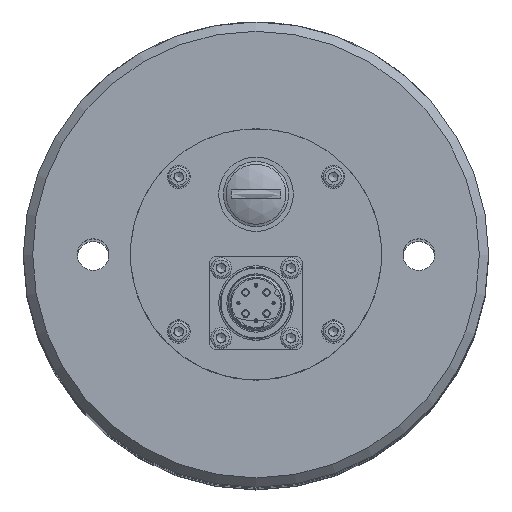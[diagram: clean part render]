
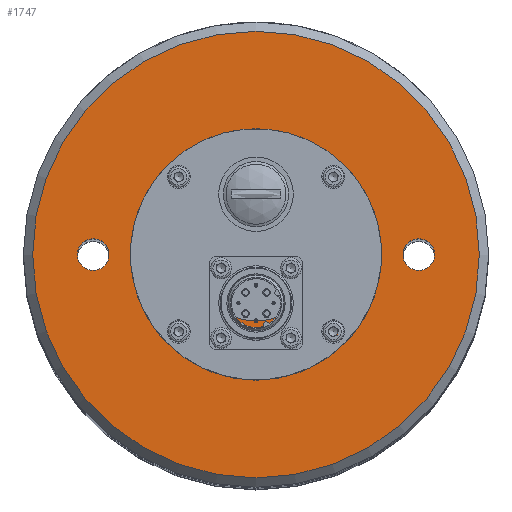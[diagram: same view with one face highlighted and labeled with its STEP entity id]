
A CAD part, top view. The second image highlights one B-rep face of the part: STEP entity #1747.
In plain terms, the highlighted planar face has unit normal (0, 0, 1).
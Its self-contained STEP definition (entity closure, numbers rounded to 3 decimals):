
#104 = VERTEX_POINT ( 'NONE', #3487 ) ;
#228 = ORIENTED_EDGE ( 'NONE', *, *, #4029, .F. ) ;
#261 = DIRECTION ( 'NONE',  ( 1., 0., 0. ) ) ;
#292 = DIRECTION ( 'NONE',  ( 0., 0., -1. ) ) ;
#368 = CARTESIAN_POINT ( 'NONE',  ( 0., 20., -9.4 ) ) ;
#408 = DIRECTION ( 'NONE',  ( 1., 0., 0. ) ) ;
#428 = DIRECTION ( 'NONE',  ( 0., 0., 1. ) ) ;
#429 = CARTESIAN_POINT ( 'NONE',  ( 0., 0., -9.4 ) ) ;
#464 = CIRCLE ( 'NONE', #1794, 3.4 ) ;
#779 = DIRECTION ( 'NONE',  ( 0., 0., 1. ) ) ;
#839 = FACE_OUTER_BOUND ( 'NONE', #1583, .T. ) ;
#1127 = VERTEX_POINT ( 'NONE', #4172 ) ;
#1383 = FACE_BOUND ( 'NONE', #1612, .T. ) ;
#1392 = CARTESIAN_POINT ( 'NONE',  ( 0., 0., -9.4 ) ) ;
#1395 = PLANE ( 'NONE',  #1585 ) ;
#1412 = DIRECTION ( 'NONE',  ( 1., 0., 0. ) ) ;
#1432 = VERTEX_POINT ( 'NONE', #3230 ) ;
#1460 = VERTEX_POINT ( 'NONE', #3909 ) ;
#1583 = EDGE_LOOP ( 'NONE', ( #3282 ) ) ;
#1585 = AXIS2_PLACEMENT_3D ( 'NONE', #1392, #779, #1412 ) ;
#1591 = EDGE_LOOP ( 'NONE', ( #2128 ) ) ;
#1592 = EDGE_LOOP ( 'NONE', ( #2641 ) ) ;
#1612 = EDGE_LOOP ( 'NONE', ( #1662 ) ) ;
#1624 = EDGE_CURVE ( 'NONE', #1432, #1432, #1833, .T. ) ;
#1630 = EDGE_LOOP ( 'NONE', ( #228 ) ) ;
#1662 = ORIENTED_EDGE ( 'NONE', *, *, #1624, .F. ) ;
#1734 = AXIS2_PLACEMENT_3D ( 'NONE', #4167, #4592, #4587 ) ;
#1747 = ADVANCED_FACE ( 'NONE', ( #1383, #2294, #3631, #2896, #839 ), #1395, .T. ) ;
#1794 = AXIS2_PLACEMENT_3D ( 'NONE', #1958, #1953, #1929 ) ;
#1806 = CARTESIAN_POINT ( 'NONE',  ( -31.6, 0., -9.4 ) ) ;
#1833 = CIRCLE ( 'NONE', #1734, 3.4 ) ;
#1929 = DIRECTION ( 'NONE',  ( 1., 0., 0. ) ) ;
#1953 = DIRECTION ( 'NONE',  ( 0., 0., 1. ) ) ;
#1958 = CARTESIAN_POINT ( 'NONE',  ( -35., 0., -9.4 ) ) ;
#2128 = ORIENTED_EDGE ( 'NONE', *, *, #3564, .T. ) ;
#2294 = FACE_BOUND ( 'NONE', #1630, .T. ) ;
#2641 = ORIENTED_EDGE ( 'NONE', *, *, #3163, .T. ) ;
#2887 = AXIS2_PLACEMENT_3D ( 'NONE', #3637, #3626, #3625 ) ;
#2896 = FACE_BOUND ( 'NONE', #1591, .T. ) ;
#3112 = EDGE_CURVE ( 'NONE', #104, #104, #3987, .T. ) ;
#3163 = EDGE_CURVE ( 'NONE', #1127, #1127, #4313, .T. ) ;
#3230 = CARTESIAN_POINT ( 'NONE',  ( 38.4, 0., -9.4 ) ) ;
#3282 = ORIENTED_EDGE ( 'NONE', *, *, #3112, .T. ) ;
#3487 = CARTESIAN_POINT ( 'NONE',  ( 48., 0., -9.4 ) ) ;
#3564 = EDGE_CURVE ( 'NONE', #1460, #1460, #3790, .T. ) ;
#3625 = DIRECTION ( 'NONE',  ( 1., 0., 0. ) ) ;
#3626 = DIRECTION ( 'NONE',  ( 0., 0., -1. ) ) ;
#3631 = FACE_BOUND ( 'NONE', #1592, .T. ) ;
#3636 = VERTEX_POINT ( 'NONE', #1806 ) ;
#3637 = CARTESIAN_POINT ( 'NONE',  ( 0., 0., -9.4 ) ) ;
#3790 = CIRCLE ( 'NONE', #2887, 14.25 ) ;
#3909 = CARTESIAN_POINT ( 'NONE',  ( 14.25, 0., -9.4 ) ) ;
#3987 = CIRCLE ( 'NONE', #4263, 48. ) ;
#4029 = EDGE_CURVE ( 'NONE', #3636, #3636, #464, .T. ) ;
#4167 = CARTESIAN_POINT ( 'NONE',  ( 35., 0., -9.4 ) ) ;
#4172 = CARTESIAN_POINT ( 'NONE',  ( 1.15, 20., -9.4 ) ) ;
#4176 = AXIS2_PLACEMENT_3D ( 'NONE', #368, #292, #261 ) ;
#4263 = AXIS2_PLACEMENT_3D ( 'NONE', #429, #428, #408 ) ;
#4313 = CIRCLE ( 'NONE', #4176, 1.15 ) ;
#4587 = DIRECTION ( 'NONE',  ( 1., 0., 0. ) ) ;
#4592 = DIRECTION ( 'NONE',  ( 0., 0., 1. ) ) ;
